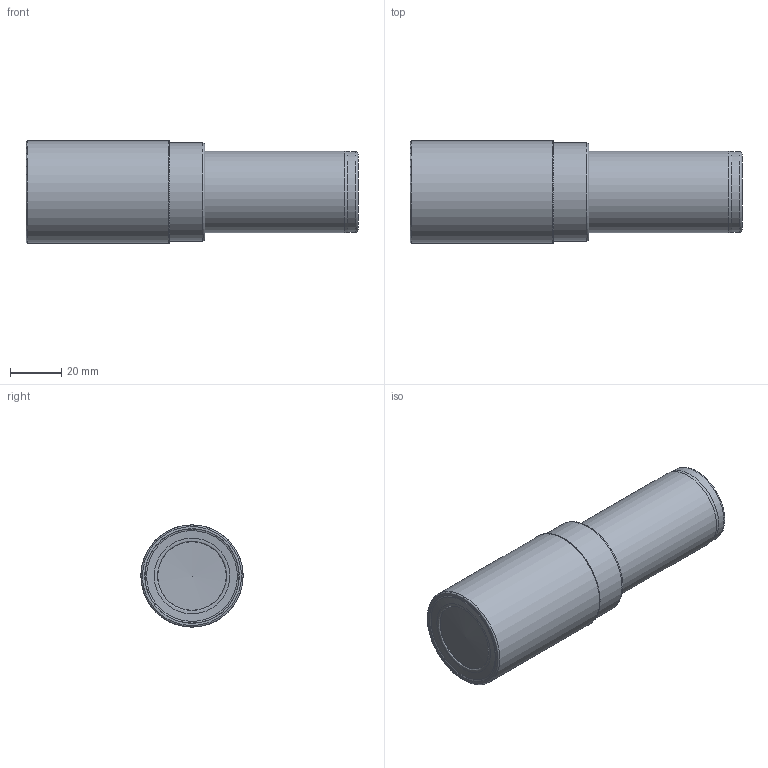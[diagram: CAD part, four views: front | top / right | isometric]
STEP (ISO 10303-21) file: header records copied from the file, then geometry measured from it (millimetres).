
FILE_DESCRIPTION(/* description */ (''),/* implementation_level */ '2;1');
FILE_NAME(/* name */ 'R1AHM90-AP10-D40-W32-L130-Z0318-H_light.stp',/* time_stamp */ '2023-11-30T16:20:24+03:00',/* author */ (''),/* organization */ (''),/* preprocessor_version */ 'ST-DEVELOPER v19.4',/* originating_system */ 'SIEMENS PLM Software NX2306.3001',/* authorisation */ '');
FILE_SCHEMA (('AUTOMOTIVE_DESIGN { 1 0 10303 214 3 1 1 1 }'));
Length unit declared in the file: millimetre
Products named in the file (1): AHM90-AP10-D40-W32-L130-Z0318-H_XT
Bounding box: 129.99 x 40.06 x 40.06 mm (x, y, z)
Volume: 167049.3 mm3; surface area: 29636 mm2
Topology: 2 solids, 2 shells, 32 faces, 73 edges, 46 vertices
Faces by surface type: revolution 13, cylinder 6, plane 5, cone 4, torus 4
Full cylindrical faces by diameter (mm): 26.8 x1, 31.5 x1, 32 x1, 38.5 x1, 40 x2
Entity records: 845 total; most frequent: CARTESIAN_POINT 192, DIRECTION 115, FACE_BOUND 62, EDGE_LOOP 62, ORIENTED_EDGE 62, AXIS2_PLACEMENT_3D 51, ADVANCED_FACE 32, VERTEX_POINT 32
